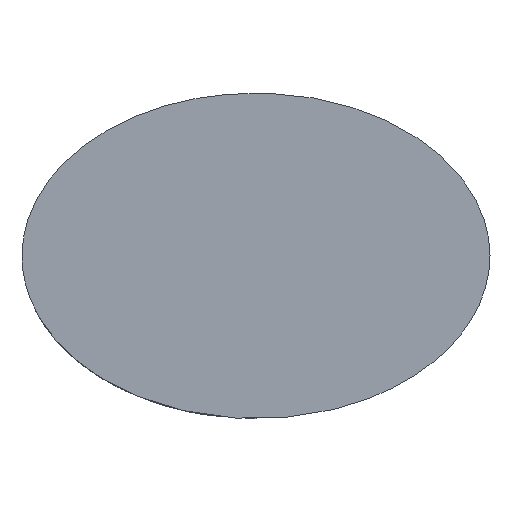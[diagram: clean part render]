
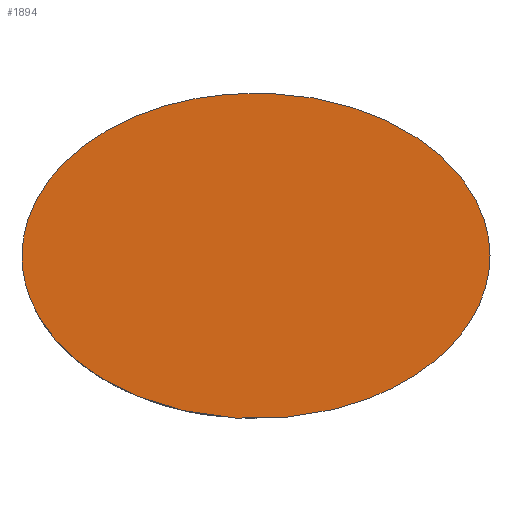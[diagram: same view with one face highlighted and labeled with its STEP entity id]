
A CAD part, front view. The second image highlights one B-rep face of the part: STEP entity #1894.
In plain terms, the highlighted free-form (B-spline) face has degree [1, 1] with [2, 2] control points.
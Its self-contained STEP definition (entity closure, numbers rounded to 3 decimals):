
#1834 = VERTEX_POINT('',#1835);
#1835 = CARTESIAN_POINT('',(-2170.279,0.,0.));
#1840 = EDGE_CURVE('',#1834,#1834,#1841,.T.);
#1841 = ( BOUNDED_CURVE() B_SPLINE_CURVE(2,(#1842,#1843,#1844,#1845,
#1846,#1847,#1848),.UNSPECIFIED.,.T.,.F.) B_SPLINE_CURVE_WITH_KNOTS((3,2
    ,2,3),(3.142,5.236,7.33,9.425),
.PIECEWISE_BEZIER_KNOTS.) CURVE() GEOMETRIC_REPRESENTATION_ITEM() 
RATIONAL_B_SPLINE_CURVE((1.,0.5,1.,0.5,1.,0.5,1.)) REPRESENTATION_ITEM(
  '') );
#1842 = CARTESIAN_POINT('',(-2170.279,0.,0.)
  );
#1843 = CARTESIAN_POINT('',(-2170.279,0.,2615.788));
#1844 = CARTESIAN_POINT('',(1085.14,0.,1307.894));
#1845 = CARTESIAN_POINT('',(4340.559,0.,0.));
#1846 = CARTESIAN_POINT('',(1085.14,0.,-1307.894));
#1847 = CARTESIAN_POINT('',(-2170.279,0.,-2615.788)
  );
#1848 = CARTESIAN_POINT('',(-2170.279,0.,0.));
#1894 = ADVANCED_FACE('',(#1895),#1898,.F.);
#1895 = FACE_BOUND('',#1896,.T.);
#1896 = EDGE_LOOP('',(#1897));
#1897 = ORIENTED_EDGE('',*,*,#1840,.F.);
#1898 = B_SPLINE_SURFACE_WITH_KNOTS('',1,1,(
    (#1899,#1900)
    ,(#1901,#1902
    )),.UNSPECIFIED.,.F.,.F.,.F.,(2,2),(2,2),(-1650.,1650.),(
    -1148.18,1148.18),.PIECEWISE_BEZIER_KNOTS.);
#1899 = CARTESIAN_POINT('',(-2170.279,0.,1510.226));
#1900 = CARTESIAN_POINT('',(-2170.279,0.,-1510.226)
  );
#1901 = CARTESIAN_POINT('',(2170.279,0.,1510.226));
#1902 = CARTESIAN_POINT('',(2170.279,0.,-1510.226));
